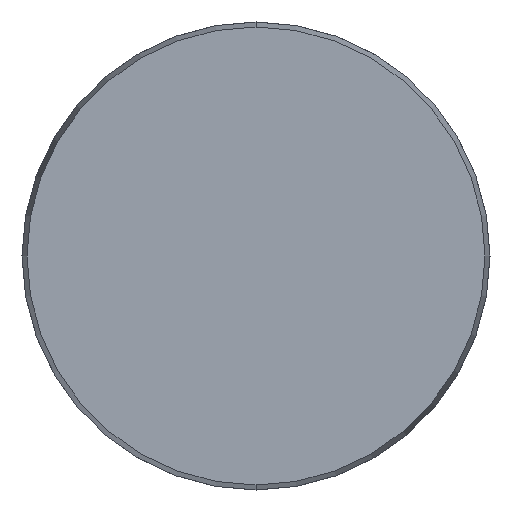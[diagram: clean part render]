
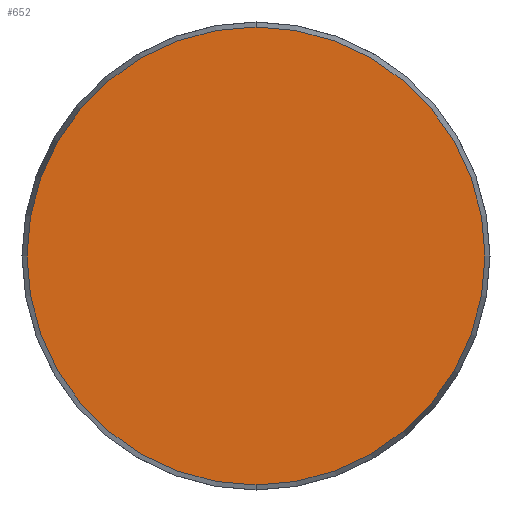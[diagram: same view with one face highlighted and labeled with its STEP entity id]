
A CAD part, front view. The second image highlights one B-rep face of the part: STEP entity #652.
In plain terms, the highlighted planar face has unit normal (0, -1, 0).
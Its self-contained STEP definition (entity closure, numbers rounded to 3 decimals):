
#8 = EDGE_CURVE ( 'NONE', #393, #545, #907, .T. ) ;
#25 = FACE_OUTER_BOUND ( 'NONE', #773, .T. ) ;
#30 = CARTESIAN_POINT ( 'NONE',  ( 0., 0., -39.143 ) ) ;
#56 = DIRECTION ( 'NONE',  ( 0., 0., -1. ) ) ;
#109 = CARTESIAN_POINT ( 'NONE',  ( 0., 0., 0. ) ) ;
#120 = CARTESIAN_POINT ( 'NONE',  ( 0., 0., 0. ) ) ;
#156 = AXIS2_PLACEMENT_3D ( 'NONE', #109, #760, #336 ) ;
#158 = AXIS2_PLACEMENT_3D ( 'NONE', #741, #746, #253 ) ;
#253 = DIRECTION ( 'NONE',  ( 0., 0., 1. ) ) ;
#336 = DIRECTION ( 'NONE',  ( 0., 0., -1. ) ) ;
#393 = VERTEX_POINT ( 'NONE', #30 ) ;
#402 = ORIENTED_EDGE ( 'NONE', *, *, #8, .T. ) ;
#484 = PLANE ( 'NONE',  #158 ) ;
#515 = CARTESIAN_POINT ( 'NONE',  ( 0., 0., 39.143 ) ) ;
#545 = VERTEX_POINT ( 'NONE', #515 ) ;
#553 = EDGE_CURVE ( 'NONE', #545, #393, #711, .T. ) ;
#652 = ADVANCED_FACE ( 'NONE', ( #25 ), #484, .F. ) ;
#682 = DIRECTION ( 'NONE',  ( 0., -1., 0. ) ) ;
#711 = CIRCLE ( 'NONE', #763, 39.143 ) ;
#741 = CARTESIAN_POINT ( 'NONE',  ( -39.143, 0., 0. ) ) ;
#746 = DIRECTION ( 'NONE',  ( 0., 1., 0. ) ) ;
#760 = DIRECTION ( 'NONE',  ( 0., -1., 0. ) ) ;
#763 = AXIS2_PLACEMENT_3D ( 'NONE', #120, #682, #56 ) ;
#773 = EDGE_LOOP ( 'NONE', ( #815, #402 ) ) ;
#815 = ORIENTED_EDGE ( 'NONE', *, *, #553, .T. ) ;
#907 = CIRCLE ( 'NONE', #156, 39.143 ) ;
